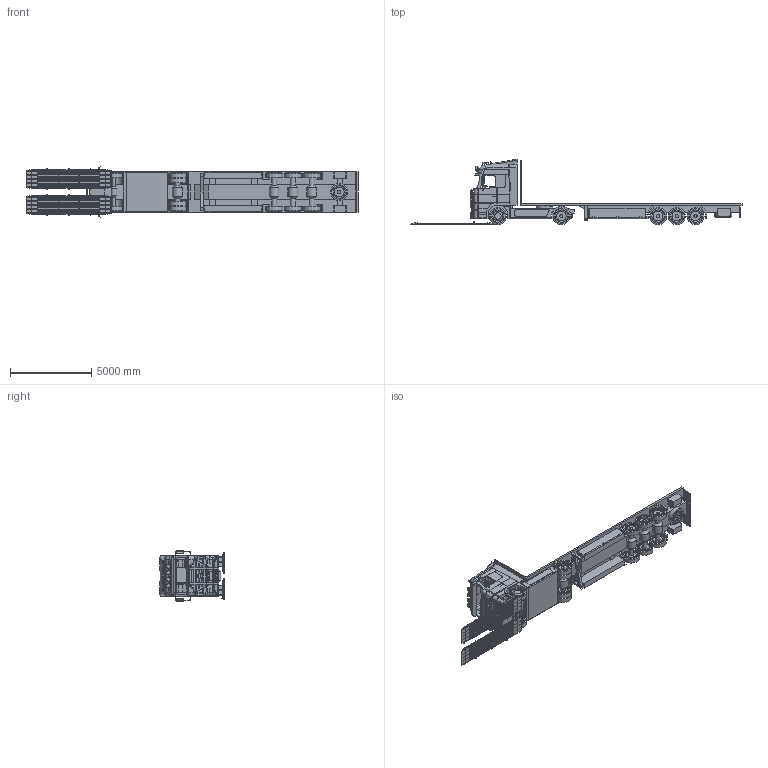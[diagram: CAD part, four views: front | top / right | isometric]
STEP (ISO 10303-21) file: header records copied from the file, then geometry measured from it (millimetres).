
FILE_DESCRIPTION((''),'2;1');
FILE_NAME('DEZINFEKCNY-BROD-ZOSTAVA_ASM','2025-03-26T12:50:54',('liptaks'),(''),'CREO PARAMETRIC BY PTC INC, 2020454','CREO PARAMETRIC BY PTC INC, 2020454','');
FILE_SCHEMA(('CONFIG_CONTROL_DESIGN'));
Products named in the file (64): VANA-01; ZASLEPKA-01; L80X60X7X60_EN10056_UPR; 01_DEZINFEKCNA-VANA_ASM; REBRO_PRECHOD-02; SL-PLECH_PRECHOD-02; PLECH_PRECHOD-02; OKO_PRECHOD-02; 02_PRECHOD_ASM; PLECH-1_1260-03; PLECH-2_1260-03; PLECH-3_1260-03; PLECH-4_1260-03; 03_VNUT-ROST-1080X1260_ASM; PRT0005; MANIFOLD_SOLID_BREP-18675_1; MANIFOLD_SOLID_BREP-5341_1; MANIFOLD_SOLID_BREP-4045_1; MANIFOLD_SOLID_BREP-3941_1; MANIFOLD_SOLID_BREP-3837_1; MANIFOLD_SOLID_BREP-3733_1; MANIFOLD_SOLID_BREP-3629_1; MANIFOLD_SOLID_BREP-3525_1; MANIFOLD_SOLID_BREP-3421_1; MANIFOLD_SOLID_BREP-3317_1; MANIFOLD_SOLID_BREP-3213_1; MANIFOLD_SOLID_BREP-3109_1; MANIFOLD_SOLID_BREP-3005_1; MANIFOLD_SOLID_BREP-2901_1; MANIFOLD_SOLID_BREP-2797_1; MANIFOLD_SOLID_BREP-2669_1; MANIFOLD_SOLID_BREP-2485_1; MANIFOLD_SOLID_BREP-2301_1; MANIFOLD_SOLID_BREP-2117_1; MANIFOLD_SOLID_BREP-1917_1; MANIFOLD_SOLID_BREP-1523_1; MANIFOLD_SOLID_BREP-965_1; MANIFOLD_SOLID_BREP-755_1; MANIFOLD_SOLID_BREP-591_1; MANIFOLD_SOLID_BREP-421_1 ...
Assembly tree (112 placements, depth 4):
  DEZINFEKCNY-BROD-ZOSTAVA_ASM
    01_DEZINFEKCNA-VANA_ASM  x2
      VANA-01
      ZASLEPKA-01
      L80X60X7X60_EN10056_UPR
    02_PRECHOD_ASM  x4
      REBRO_PRECHOD-02
      SL-PLECH_PRECHOD-02
      PLECH_PRECHOD-02
      OKO_PRECHOD-02
    03_VNUT-ROST-1080X1260_ASM  x6
      PLECH-1_1260-03
      PLECH-2_1260-03
      PLECH-3_1260-03
      PLECH-4_1260-03
    PRT0005  x2
    NAVES_3D_MODEL_ASM_2_ASM
      MB-ACTROS-2A_ROT_ASM_1_ASM
        MANIFOLD_SOLID_BREP-18675_1
        MANIFOLD_SOLID_BREP-5341_1
        MANIFOLD_SOLID_BREP-4045_1
        MANIFOLD_SOLID_BREP-3941_1
        MANIFOLD_SOLID_BREP-3837_1
        MANIFOLD_SOLID_BREP-3733_1
        MANIFOLD_SOLID_BREP-3629_1
        MANIFOLD_SOLID_BREP-3525_1
        MANIFOLD_SOLID_BREP-3421_1
        MANIFOLD_SOLID_BREP-3317_1
        MANIFOLD_SOLID_BREP-3213_1
        MANIFOLD_SOLID_BREP-3109_1
        MANIFOLD_SOLID_BREP-3005_1
        MANIFOLD_SOLID_BREP-2901_1
        MANIFOLD_SOLID_BREP-2797_1
        MANIFOLD_SOLID_BREP-2669_1
        MANIFOLD_SOLID_BREP-2485_1
        MANIFOLD_SOLID_BREP-2301_1
        MANIFOLD_SOLID_BREP-2117_1
        MANIFOLD_SOLID_BREP-1917_1
        MANIFOLD_SOLID_BREP-1523_1
        MANIFOLD_SOLID_BREP-965_1
        MANIFOLD_SOLID_BREP-755_1
        MANIFOLD_SOLID_BREP-591_1
        MANIFOLD_SOLID_BREP-421_1
        MANIFOLD_SOLID_BREP-153_1
      TRAILER_3A_ASM_1_ASM
        MANIFOLD_SOLID_BREP-34627_AF0_1
        MANIFOLD_SOLID_BREP-30819_AF0_1
        MANIFOLD_SOLID_BREP-30715_AF0_1
        MANIFOLD_SOLID_BREP-30611_AF0_1
        MANIFOLD_SOLID_BREP-30507_AF0_1
        MANIFOLD_SOLID_BREP-30403_AF0_1
        MANIFOLD_SOLID_BREP-30299_AF0_1
        MANIFOLD_SOLID_BREP-30131_1
        MANIFOLD_SOLID_BREP-29863_1
        MANIFOLD_SOLID_BREP-29595_1
        MANIFOLD_SOLID_BREP-29327_1
        MANIFOLD_SOLID_BREP-29127_1
        MANIFOLD_SOLID_BREP-29047_1
        MANIFOLD_SOLID_BREP-28687_1
        MANIFOLD_SOLID_BREP-27679_1
Bounding box: 20398.03 x 4020.1 x 3118.34 mm (x, y, z)
Volume: 13412062309.7 mm3; surface area: 358683298.3 mm2
Topology: 286 solids, 288 shells, 8589 faces, 23273 edges, 15277 vertices
Faces by surface type: plane 7421, cylinder 682, bspline 212, cone 196, torus 61, sphere 12, extrusion 5
Entity records: 117351 total; most frequent: CARTESIAN_POINT 59508, ORIENTED_EDGE 12051, DIRECTION 11315, EDGE_CURVE 6049, VECTOR 3983, LINE 3978, VERTEX_POINT 3839, AXIS2_PLACEMENT_3D 3666
